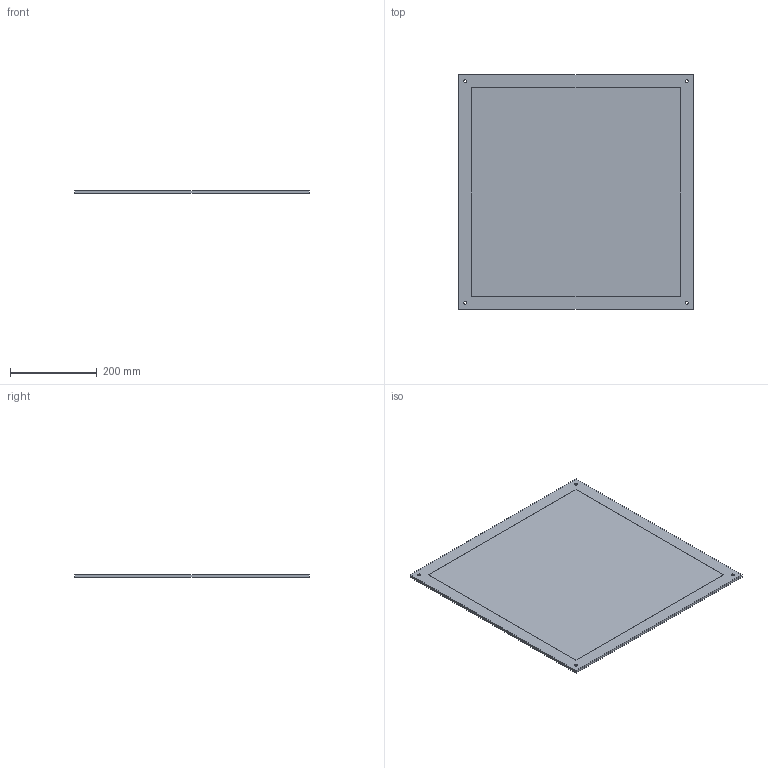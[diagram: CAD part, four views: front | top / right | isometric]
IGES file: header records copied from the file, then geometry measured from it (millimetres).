
Start section:  PTC IGES file: 158517.igs
Global section: file name: 158517.igs; native system: Pro/ENGINEER by Parametric Technology Corporation; preprocessor: 2009141; author: banengservice; organization: Unknown; date: 20111006.131856; units: inch
Bounding box: 540 x 540 x 6.8 mm (x, y, z)
Volume: 1935897.4 mm3; surface area: 598562 mm2
Topology: 1 solids, 1 shells, 19 faces, 48 edges, 32 vertices
Faces by surface type: bspline 11, revolution 8
